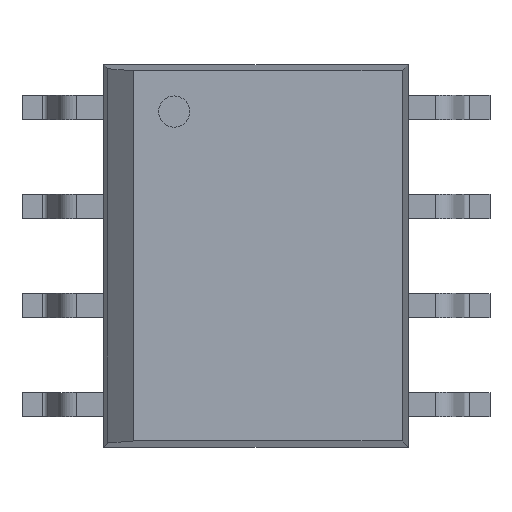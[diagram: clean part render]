
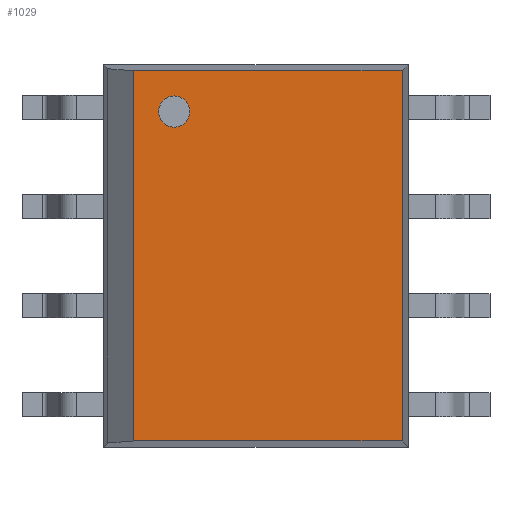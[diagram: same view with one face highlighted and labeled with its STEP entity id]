
A CAD part, top view. The second image highlights one B-rep face of the part: STEP entity #1029.
In plain terms, the highlighted planar face has unit normal (0, 0, 1).
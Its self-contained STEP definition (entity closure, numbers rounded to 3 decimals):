
#910 = VERTEX_POINT('',#911);
#911 = CARTESIAN_POINT('',(-1.573,2.373,1.75));
#917 = EDGE_CURVE('',#910,#918,#920,.T.);
#918 = VERTEX_POINT('',#919);
#919 = CARTESIAN_POINT('',(1.873,2.373,1.75));
#920 = LINE('',#921,#922);
#921 = CARTESIAN_POINT('',(-0.975,2.373,1.75));
#922 = VECTOR('',#923,1.);
#923 = DIRECTION('',(1.,0.,0.));
#979 = VERTEX_POINT('',#980);
#980 = CARTESIAN_POINT('',(-1.573,-2.373,1.75));
#988 = EDGE_CURVE('',#979,#910,#989,.T.);
#989 = LINE('',#990,#991);
#990 = CARTESIAN_POINT('',(-1.573,-2.373,1.75));
#991 = VECTOR('',#992,1.);
#992 = DIRECTION('',(0.,1.,0.));
#1029 = ADVANCED_FACE('',(#1030,#1048),#1059,.F.);
#1030 = FACE_BOUND('',#1031,.F.);
#1031 = EDGE_LOOP('',(#1032,#1033,#1041,#1047));
#1032 = ORIENTED_EDGE('',*,*,#917,.T.);
#1033 = ORIENTED_EDGE('',*,*,#1034,.T.);
#1034 = EDGE_CURVE('',#918,#1035,#1037,.T.);
#1035 = VERTEX_POINT('',#1036);
#1036 = CARTESIAN_POINT('',(1.873,-2.373,1.75));
#1037 = LINE('',#1038,#1039);
#1038 = CARTESIAN_POINT('',(1.873,1.225,1.75));
#1039 = VECTOR('',#1040,1.);
#1040 = DIRECTION('',(-0.,-1.,0.));
#1041 = ORIENTED_EDGE('',*,*,#1042,.T.);
#1042 = EDGE_CURVE('',#1035,#979,#1043,.T.);
#1043 = LINE('',#1044,#1045);
#1044 = CARTESIAN_POINT('',(0.975,-2.373,1.75));
#1045 = VECTOR('',#1046,1.);
#1046 = DIRECTION('',(-1.,-0.,0.));
#1047 = ORIENTED_EDGE('',*,*,#988,.T.);
#1048 = FACE_BOUND('',#1049,.F.);
#1049 = EDGE_LOOP('',(#1050));
#1050 = ORIENTED_EDGE('',*,*,#1051,.T.);
#1051 = EDGE_CURVE('',#1052,#1052,#1054,.T.);
#1052 = VERTEX_POINT('',#1053);
#1053 = CARTESIAN_POINT('',(-0.85,1.85,1.75));
#1054 = CIRCLE('',#1055,0.2);
#1055 = AXIS2_PLACEMENT_3D('',#1056,#1057,#1058);
#1056 = CARTESIAN_POINT('',(-1.05,1.85,1.75));
#1057 = DIRECTION('',(0.,0.,1.));
#1058 = DIRECTION('',(1.,0.,0.));
#1059 = PLANE('',#1060);
#1060 = AXIS2_PLACEMENT_3D('',#1061,#1062,#1063);
#1061 = CARTESIAN_POINT('',(0.,0.,1.75
    ));
#1062 = DIRECTION('',(0.,0.,-1.));
#1063 = DIRECTION('',(-1.,0.,0.));
